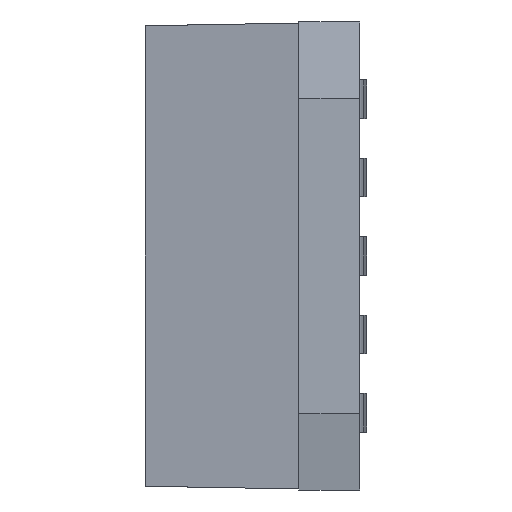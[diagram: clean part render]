
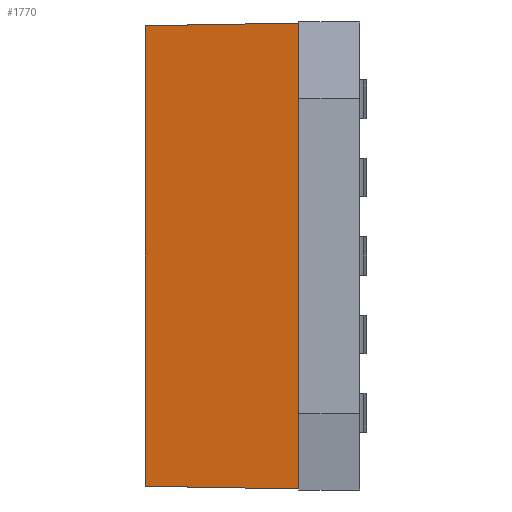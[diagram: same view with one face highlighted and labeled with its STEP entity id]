
A CAD part, left-side view. The second image highlights one B-rep face of the part: STEP entity #1770.
In plain terms, the highlighted planar face has unit normal (-0.993, 0.122, 0).
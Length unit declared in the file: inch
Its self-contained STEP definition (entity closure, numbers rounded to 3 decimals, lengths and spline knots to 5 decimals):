
#160=FACE_OUTER_BOUND('',#262,.T.);
#262=EDGE_LOOP('',(#1448,#1449,#1450,#1451,#1452,#1453));
#416=LINE('',#2769,#622);
#418=LINE('',#2774,#624);
#435=LINE('',#2808,#641);
#441=LINE('',#2820,#647);
#442=LINE('',#2822,#648);
#443=LINE('',#2823,#649);
#622=VECTOR('',#2256,39.37008);
#624=VECTOR('',#2260,39.37008);
#641=VECTOR('',#2283,39.37008);
#647=VECTOR('',#2297,39.37008);
#648=VECTOR('',#2300,39.37008);
#649=VECTOR('',#2301,39.37008);
#807=VERTEX_POINT('',#2766);
#808=VERTEX_POINT('',#2768);
#809=VERTEX_POINT('',#2772);
#810=VERTEX_POINT('',#2773);
#821=VERTEX_POINT('',#2801);
#824=VERTEX_POINT('',#2806);
#1020=EDGE_CURVE('',#807,#808,#416,.T.);
#1022=EDGE_CURVE('',#809,#810,#418,.T.);
#1039=EDGE_CURVE('',#824,#821,#435,.T.);
#1045=EDGE_CURVE('',#808,#809,#441,.T.);
#1046=EDGE_CURVE('',#807,#821,#442,.T.);
#1047=EDGE_CURVE('',#824,#810,#443,.T.);
#1448=ORIENTED_EDGE('',*,*,#1020,.F.);
#1449=ORIENTED_EDGE('',*,*,#1046,.T.);
#1450=ORIENTED_EDGE('',*,*,#1039,.F.);
#1451=ORIENTED_EDGE('',*,*,#1047,.T.);
#1452=ORIENTED_EDGE('',*,*,#1022,.F.);
#1453=ORIENTED_EDGE('',*,*,#1045,.F.);
#1678=PLANE('',#1918);
#1770=ADVANCED_FACE('',(#160),#1678,.T.);
#1918=AXIS2_PLACEMENT_3D('',#2821,#2298,#2299);
#2256=DIRECTION('',(0.,0.,-1.));
#2260=DIRECTION('',(0.,0.,-1.));
#2283=DIRECTION('',(0.,0.,1.));
#2297=DIRECTION('',(0.,0.,-1.));
#2298=DIRECTION('center_axis',(-0.993,0.122,0.));
#2299=DIRECTION('ref_axis',(0.,0.,-1.));
#2300=DIRECTION('',(0.122,0.992,-0.017));
#2301=DIRECTION('',(-0.122,-0.992,-0.017));
#2766=CARTESIAN_POINT('',(-0.2325,0.052,0.19909));
#2768=CARTESIAN_POINT('',(-0.2325,0.052,0.1));
#2769=CARTESIAN_POINT('',(-0.2325,0.052,-0.2));
#2772=CARTESIAN_POINT('',(-0.2325,0.052,-0.1));
#2773=CARTESIAN_POINT('',(-0.2325,0.052,-0.19909));
#2774=CARTESIAN_POINT('',(-0.2325,0.052,-0.2));
#2801=CARTESIAN_POINT('',(-0.21642,0.183,0.19681));
#2806=CARTESIAN_POINT('',(-0.21642,0.183,-0.19681));
#2808=CARTESIAN_POINT('',(-0.21642,0.183,0.2));
#2820=CARTESIAN_POINT('',(-0.2325,0.052,0.));
#2821=CARTESIAN_POINT('Origin',(-0.21642,0.183,0.));
#2822=CARTESIAN_POINT('',(-0.216,0.18638,0.19675));
#2823=CARTESIAN_POINT('',(-0.216,0.18638,-0.19675));
